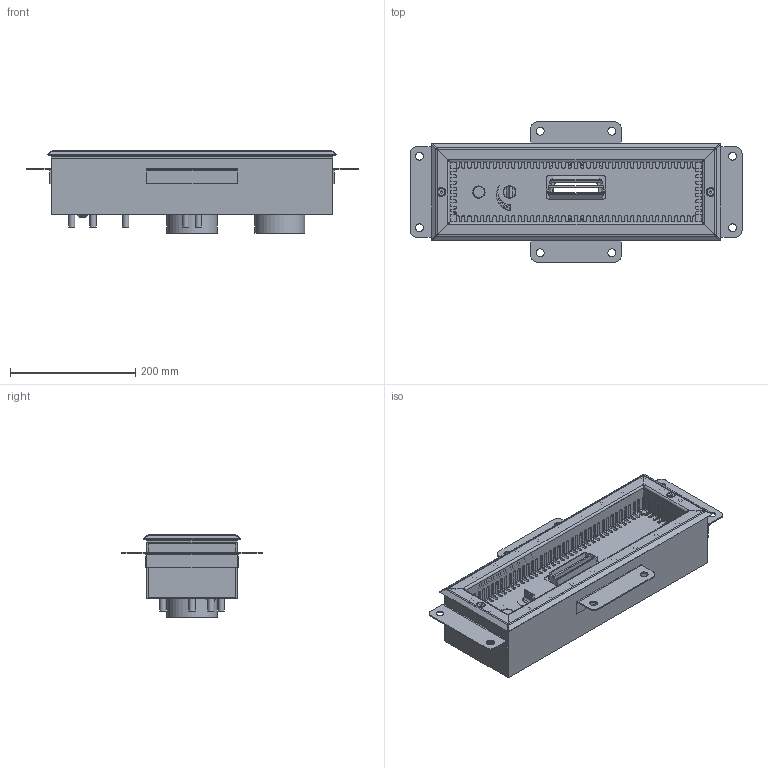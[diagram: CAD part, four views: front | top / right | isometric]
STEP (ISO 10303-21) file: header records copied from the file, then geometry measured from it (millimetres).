
FILE_DESCRIPTION(('STEP AP214'), '1');
FILE_NAME('Ð09-12 Ïðîòèâîòîê ùåëåâîé', '2024-02-12T11:50:59', ('Runwill'), (''), 'C3D Converter', 'C3D Toolkit', '');
FILE_SCHEMA(('AUTOMOTIVE_DESIGN { 1 0 10303 214 3 1 1}'));
Length unit declared in the file: millimetre
Assembly tree (71 placements, depth 3):
  (unnamed)
    (unnamed)
      (unnamed)  x33
    (unnamed)
    (unnamed)  x2
    (unnamed)
    (unnamed)  x24
    (unnamed)
    (unnamed)
    (unnamed)
    (unnamed)
    (unnamed)
    (unnamed)  x2
    (unnamed)  x2
Bounding box: 530 x 224 x 131.8 mm (x, y, z)
Volume: 994062.5 mm3; surface area: 961345 mm2
Topology: 40 solids, 40 shells, 2040 faces, 5168 edges, 3117 vertices
Faces by surface type: plane 1136, cylinder 727, cone 96, torus 34, sphere 24, bspline 23
Full cylindrical faces by diameter (mm): 4.917 x33, 6 x26, 7.5 x115, 10 x33, 11.34 x2, 12.4 x8, 17.5 x2, 19 x2, 19.5 x1, 20 x1, 21 x1, 22 x2, 80.226 x2, 116 x2, 124 x1
Entity records: 74438 total; most frequent: CARTESIAN_POINT 32382, DIRECTION 8490, ORIENTED_EDGE 8006, EDGE_CURVE 4003, AXIS2_PLACEMENT_3D 2995, VERTEX_POINT 2501, LINE 2500, VECTOR 2500
